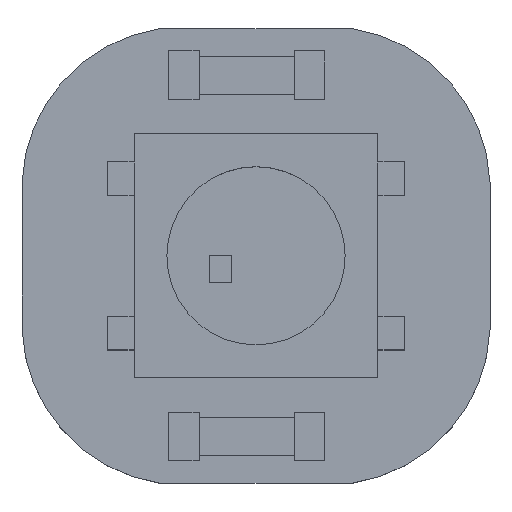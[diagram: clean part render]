
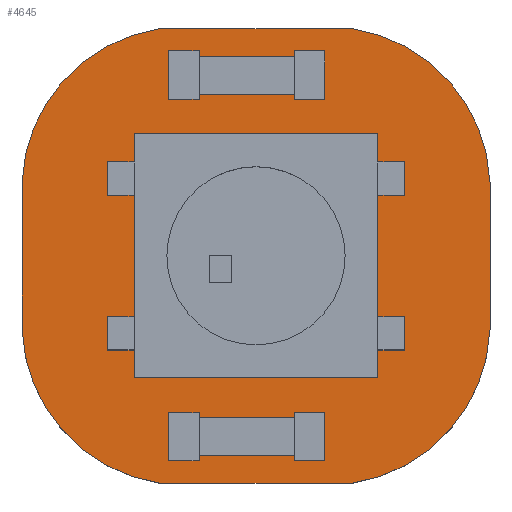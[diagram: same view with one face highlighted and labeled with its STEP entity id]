
A CAD part, top view. The second image highlights one B-rep face of the part: STEP entity #4645.
In plain terms, the highlighted planar face has unit normal (0, 0, 1).
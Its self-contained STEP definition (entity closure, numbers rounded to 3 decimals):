
#89=CIRCLE('',#4927,3.315);
#90=CIRCLE('',#4930,3.315);
#91=CIRCLE('',#4933,3.315);
#92=CIRCLE('',#4936,3.315);
#352=FACE_OUTER_BOUND('',#648,.T.);
#648=EDGE_LOOP('',(#3799,#3800,#3801,#3802,#3803,#3804,#3805,#3806));
#1145=LINE('',#7673,#1657);
#1148=LINE('',#7681,#1660);
#1151=LINE('',#7689,#1663);
#1154=LINE('',#7696,#1666);
#1657=VECTOR('',#5694,10.);
#1660=VECTOR('',#5703,10.);
#1663=VECTOR('',#5712,10.);
#1666=VECTOR('',#5721,10.);
#2139=VERTEX_POINT('',#7666);
#2140=VERTEX_POINT('',#7668);
#2141=VERTEX_POINT('',#7672);
#2142=VERTEX_POINT('',#7676);
#2143=VERTEX_POINT('',#7680);
#2144=VERTEX_POINT('',#7684);
#2145=VERTEX_POINT('',#7688);
#2146=VERTEX_POINT('',#7692);
#2710=EDGE_CURVE('',#2140,#2139,#89,.T.);
#2712=EDGE_CURVE('',#2141,#2140,#1145,.T.);
#2714=EDGE_CURVE('',#2142,#2141,#90,.T.);
#2716=EDGE_CURVE('',#2143,#2142,#1148,.T.);
#2718=EDGE_CURVE('',#2144,#2143,#91,.T.);
#2720=EDGE_CURVE('',#2145,#2144,#1151,.T.);
#2722=EDGE_CURVE('',#2146,#2145,#92,.T.);
#2724=EDGE_CURVE('',#2139,#2146,#1154,.T.);
#3799=ORIENTED_EDGE('',*,*,#2724,.T.);
#3800=ORIENTED_EDGE('',*,*,#2722,.T.);
#3801=ORIENTED_EDGE('',*,*,#2720,.T.);
#3802=ORIENTED_EDGE('',*,*,#2718,.T.);
#3803=ORIENTED_EDGE('',*,*,#2716,.T.);
#3804=ORIENTED_EDGE('',*,*,#2714,.T.);
#3805=ORIENTED_EDGE('',*,*,#2712,.T.);
#3806=ORIENTED_EDGE('',*,*,#2710,.T.);
#4352=PLANE('',#4939);
#4645=ADVANCED_FACE('',(#352),#4352,.T.);
#4927=AXIS2_PLACEMENT_3D('',#7669,#5689,#5690);
#4930=AXIS2_PLACEMENT_3D('',#7677,#5698,#5699);
#4933=AXIS2_PLACEMENT_3D('',#7685,#5707,#5708);
#4936=AXIS2_PLACEMENT_3D('',#7693,#5716,#5717);
#4939=AXIS2_PLACEMENT_3D('',#7698,#5724,#5725);
#5689=DIRECTION('center_axis',(0.,0.,1.));
#5690=DIRECTION('ref_axis',(-0.999,-0.036,0.));
#5694=DIRECTION('',(0.,1.,0.));
#5698=DIRECTION('center_axis',(0.,0.,1.));
#5699=DIRECTION('ref_axis',(-0.147,0.989,0.));
#5703=DIRECTION('',(1.,0.,0.));
#5707=DIRECTION('center_axis',(0.,0.,1.));
#5708=DIRECTION('ref_axis',(0.999,0.036,0.));
#5712=DIRECTION('',(0.,-1.,0.));
#5716=DIRECTION('center_axis',(0.,0.,1.));
#5717=DIRECTION('ref_axis',(0.147,-0.989,0.));
#5721=DIRECTION('',(-1.,0.,0.));
#5724=DIRECTION('center_axis',(0.,0.,1.));
#5725=DIRECTION('ref_axis',(1.,0.,0.));
#7666=CARTESIAN_POINT('',(1.975,4.66,1.6));
#7668=CARTESIAN_POINT('',(4.8,1.5,1.6));
#7669=CARTESIAN_POINT('Origin',(1.487,1.381,1.6));
#7672=CARTESIAN_POINT('',(4.8,-1.5,1.6));
#7673=CARTESIAN_POINT('',(4.8,1.5,1.6));
#7676=CARTESIAN_POINT('',(1.975,-4.66,1.6));
#7677=CARTESIAN_POINT('Origin',(1.487,-1.381,1.6));
#7680=CARTESIAN_POINT('',(-1.975,-4.66,1.6));
#7681=CARTESIAN_POINT('',(1.975,-4.66,1.6));
#7684=CARTESIAN_POINT('',(-4.8,-1.5,1.6));
#7685=CARTESIAN_POINT('Origin',(-1.487,-1.381,1.6));
#7688=CARTESIAN_POINT('',(-4.8,1.5,1.6));
#7689=CARTESIAN_POINT('',(-4.8,-1.5,1.6));
#7692=CARTESIAN_POINT('',(-1.975,4.66,1.6));
#7693=CARTESIAN_POINT('Origin',(-1.487,1.381,1.6));
#7696=CARTESIAN_POINT('',(-1.975,4.66,1.6));
#7698=CARTESIAN_POINT('Origin',(0.,0.,1.6));
